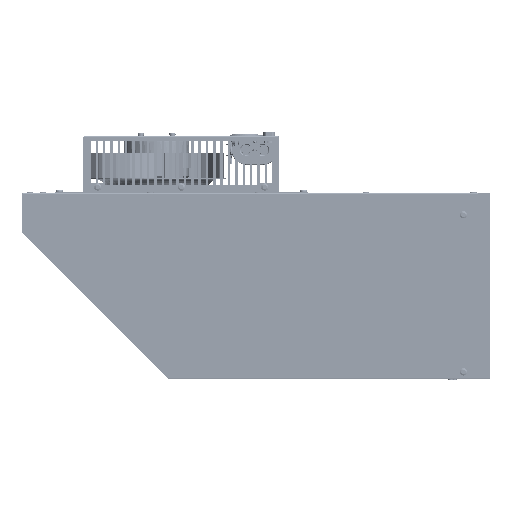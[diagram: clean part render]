
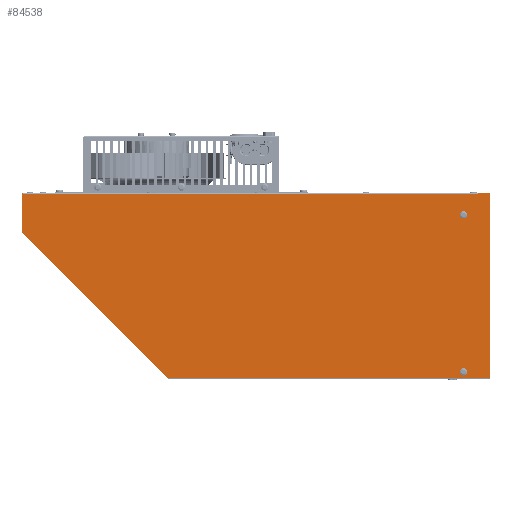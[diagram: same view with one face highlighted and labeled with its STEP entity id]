
A CAD part, left-side view. The second image highlights one B-rep face of the part: STEP entity #84538.
In plain terms, the highlighted face is planar.
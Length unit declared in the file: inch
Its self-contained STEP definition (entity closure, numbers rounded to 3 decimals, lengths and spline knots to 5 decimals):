
#508 = FACE_OUTER_BOUND ( 'NONE', #20983, .T. ) ;
#552 = AXIS2_PLACEMENT_3D ( 'NONE', #84748, #87749, #40223 ) ;
#1208 = LINE ( 'NONE', #100985, #51241 ) ;
#2137 = VECTOR ( 'NONE', #17902, 39.37008 ) ;
#2940 = CARTESIAN_POINT ( 'NONE',  ( 11.92, 23.853, -9.5 ) ) ;
#3057 = ORIENTED_EDGE ( 'NONE', *, *, #65687, .T. ) ;
#3062 = LINE ( 'NONE', #34269, #8574 ) ;
#5092 = CARTESIAN_POINT ( 'NONE',  ( 11.92, 1.355, -0.4775 ) ) ;
#7122 = EDGE_CURVE ( 'NONE', #52404, #8478, #41070, .T. ) ;
#7679 = CARTESIAN_POINT ( 'NONE',  ( 11.92, 1.355, -0.376 ) ) ;
#8025 = EDGE_CURVE ( 'NONE', #34417, #39648, #46648, .T. ) ;
#8151 = EDGE_CURVE ( 'NONE', #74709, #52404, #19907, .T. ) ;
#8478 = VERTEX_POINT ( 'NONE', #63610 ) ;
#8574 = VECTOR ( 'NONE', #96657, 39.37008 ) ;
#9381 = DIRECTION ( 'NONE',  ( 0., 0., -1. ) ) ;
#10183 = VERTEX_POINT ( 'NONE', #2940 ) ;
#12087 = CARTESIAN_POINT ( 'NONE',  ( 11.92, 1.355, -8.4 ) ) ;
#13022 = EDGE_CURVE ( 'NONE', #8478, #10183, #1208, .T. ) ;
#14835 = DIRECTION ( 'NONE',  ( 1., 0., 0. ) ) ;
#14889 = LINE ( 'NONE', #30775, #19341 ) ;
#16358 = DIRECTION ( 'NONE',  ( 0., 0., -1. ) ) ;
#16942 = ORIENTED_EDGE ( 'NONE', *, *, #28909, .T. ) ;
#17501 = EDGE_CURVE ( 'NONE', #74709, #87152, #14889, .T. ) ;
#17902 = DIRECTION ( 'NONE',  ( 0., 0., 1. ) ) ;
#18087 = ORIENTED_EDGE ( 'NONE', *, *, #60214, .F. ) ;
#18264 = CARTESIAN_POINT ( 'NONE',  ( 11.92, 23.893, -9.5 ) ) ;
#19341 = VECTOR ( 'NONE', #76320, 39.37008 ) ;
#19907 = LINE ( 'NONE', #87990, #2137 ) ;
#20627 = CIRCLE ( 'NONE', #33737, 0.1015 ) ;
#20983 = EDGE_LOOP ( 'NONE', ( #61385, #41746, #3057, #70808, #50061, #83424, #34242, #36494, #18087 ) ) ;
#22497 = PLANE ( 'NONE',  #93865 ) ;
#23549 = EDGE_CURVE ( 'NONE', #36864, #63596, #67586, .T. ) ;
#24340 = ORIENTED_EDGE ( 'NONE', *, *, #96781, .T. ) ;
#25218 = DIRECTION ( 'NONE',  ( 0., 1., 0. ) ) ;
#25528 = EDGE_CURVE ( 'NONE', #87152, #47178, #75342, .T. ) ;
#28004 = EDGE_LOOP ( 'NONE', ( #16942, #24340 ) ) ;
#28909 = EDGE_CURVE ( 'NONE', #45623, #64575, #20627, .T. ) ;
#30775 = CARTESIAN_POINT ( 'NONE',  ( 11.92, 0., -9.5 ) ) ;
#33737 = AXIS2_PLACEMENT_3D ( 'NONE', #12087, #55249, #16358 ) ;
#34242 = ORIENTED_EDGE ( 'NONE', *, *, #7122, .T. ) ;
#34269 = CARTESIAN_POINT ( 'NONE',  ( 11.92, 0., -0.04 ) ) ;
#34417 = VERTEX_POINT ( 'NONE', #59156 ) ;
#35995 = VERTEX_POINT ( 'NONE', #49998 ) ;
#36494 = ORIENTED_EDGE ( 'NONE', *, *, #13022, .T. ) ;
#36864 = VERTEX_POINT ( 'NONE', #5092 ) ;
#36968 = DIRECTION ( 'NONE',  ( 0., -1., 0. ) ) ;
#37823 = ORIENTED_EDGE ( 'NONE', *, *, #84580, .T. ) ;
#39591 = CARTESIAN_POINT ( 'NONE',  ( 11.92, 0.603, -9.46 ) ) ;
#39648 = VERTEX_POINT ( 'NONE', #18264 ) ;
#40223 = DIRECTION ( 'NONE',  ( 0., 0., -1. ) ) ;
#41070 = LINE ( 'NONE', #39591, #52635 ) ;
#41746 = ORIENTED_EDGE ( 'NONE', *, *, #53229, .T. ) ;
#42603 = LINE ( 'NONE', #82974, #101201 ) ;
#43359 = DIRECTION ( 'NONE',  ( -1., 0., 0. ) ) ;
#45577 = DIRECTION ( 'NONE',  ( -1., 0., 0. ) ) ;
#45623 = VERTEX_POINT ( 'NONE', #63673 ) ;
#46648 = LINE ( 'NONE', #89507, #72401 ) ;
#47036 = AXIS2_PLACEMENT_3D ( 'NONE', #99101, #43359, #91411 ) ;
#47178 = VERTEX_POINT ( 'NONE', #90359 ) ;
#47574 = DIRECTION ( 'NONE',  ( 0., 0., -1. ) ) ;
#49998 = CARTESIAN_POINT ( 'NONE',  ( 11.92, 16.437, -0.04 ) ) ;
#50061 = ORIENTED_EDGE ( 'NONE', *, *, #17501, .F. ) ;
#51241 = VECTOR ( 'NONE', #9381, 39.37008 ) ;
#52293 = DIRECTION ( 'NONE',  ( 0., -0.707, 0.707 ) ) ;
#52404 = VERTEX_POINT ( 'NONE', #83495 ) ;
#52635 = VECTOR ( 'NONE', #25218, 39.37008 ) ;
#53229 = EDGE_CURVE ( 'NONE', #34417, #35995, #96857, .T. ) ;
#54622 = AXIS2_PLACEMENT_3D ( 'NONE', #7679, #45577, #47574 ) ;
#55249 = DIRECTION ( 'NONE',  ( -1., 0., 0. ) ) ;
#58321 = DIRECTION ( 'NONE',  ( 0., 0., -1. ) ) ;
#58503 = DIRECTION ( 'NONE',  ( 0., 0., 1. ) ) ;
#58725 = CARTESIAN_POINT ( 'NONE',  ( 11.92, 0.603, -9.5 ) ) ;
#59156 = CARTESIAN_POINT ( 'NONE',  ( 11.92, 23.893, -7.496 ) ) ;
#59714 = VECTOR ( 'NONE', #52293, 39.37008 ) ;
#60214 = EDGE_CURVE ( 'NONE', #39648, #10183, #42603, .T. ) ;
#61385 = ORIENTED_EDGE ( 'NONE', *, *, #8025, .F. ) ;
#61413 = CARTESIAN_POINT ( 'NONE',  ( 11.92, 0., -9.5 ) ) ;
#62906 = DIRECTION ( 'NONE',  ( 0., 0., -1. ) ) ;
#63596 = VERTEX_POINT ( 'NONE', #64696 ) ;
#63610 = CARTESIAN_POINT ( 'NONE',  ( 11.92, 23.853, -9.46 ) ) ;
#63673 = CARTESIAN_POINT ( 'NONE',  ( 11.92, 1.355, -8.2985 ) ) ;
#64575 = VERTEX_POINT ( 'NONE', #91873 ) ;
#64696 = CARTESIAN_POINT ( 'NONE',  ( 11.92, 1.355, -0.2745 ) ) ;
#65687 = EDGE_CURVE ( 'NONE', #35995, #47178, #3062, .T. ) ;
#67586 = CIRCLE ( 'NONE', #552, 0.1015 ) ;
#68074 = ORIENTED_EDGE ( 'NONE', *, *, #23549, .T. ) ;
#69093 = FACE_BOUND ( 'NONE', #28004, .T. ) ;
#69229 = VECTOR ( 'NONE', #58503, 39.37008 ) ;
#70808 = ORIENTED_EDGE ( 'NONE', *, *, #25528, .F. ) ;
#72401 = VECTOR ( 'NONE', #58321, 39.37008 ) ;
#74709 = VERTEX_POINT ( 'NONE', #58725 ) ;
#75342 = LINE ( 'NONE', #98373, #69229 ) ;
#76320 = DIRECTION ( 'NONE',  ( 0., -1., 0. ) ) ;
#82974 = CARTESIAN_POINT ( 'NONE',  ( 11.92, 0., -9.5 ) ) ;
#83424 = ORIENTED_EDGE ( 'NONE', *, *, #8151, .T. ) ;
#83495 = CARTESIAN_POINT ( 'NONE',  ( 11.92, 0.603, -9.46 ) ) ;
#84024 = EDGE_LOOP ( 'NONE', ( #37823, #68074 ) ) ;
#84538 = ADVANCED_FACE ( 'NONE', ( #69093, #100807, #508 ), #22497, .T. ) ;
#84580 = EDGE_CURVE ( 'NONE', #63596, #36864, #90625, .T. ) ;
#84748 = CARTESIAN_POINT ( 'NONE',  ( 11.92, 1.355, -0.376 ) ) ;
#87152 = VERTEX_POINT ( 'NONE', #61413 ) ;
#87749 = DIRECTION ( 'NONE',  ( -1., 0., 0. ) ) ;
#87990 = CARTESIAN_POINT ( 'NONE',  ( 11.92, 0.603, 0. ) ) ;
#89507 = CARTESIAN_POINT ( 'NONE',  ( 11.92, 23.893, -9.5 ) ) ;
#90359 = CARTESIAN_POINT ( 'NONE',  ( 11.92, 0., -0.04 ) ) ;
#90625 = CIRCLE ( 'NONE', #54622, 0.1015 ) ;
#91411 = DIRECTION ( 'NONE',  ( 0., 0., -1. ) ) ;
#91873 = CARTESIAN_POINT ( 'NONE',  ( 11.92, 1.355, -8.5015 ) ) ;
#92090 = CARTESIAN_POINT ( 'NONE',  ( 11.92, 0., 0. ) ) ;
#93865 = AXIS2_PLACEMENT_3D ( 'NONE', #92090, #14835, #62906 ) ;
#96657 = DIRECTION ( 'NONE',  ( 0., -1., 0. ) ) ;
#96781 = EDGE_CURVE ( 'NONE', #64575, #45623, #100927, .T. ) ;
#96857 = LINE ( 'NONE', #97375, #59714 ) ;
#97375 = CARTESIAN_POINT ( 'NONE',  ( 11.92, 8.1985, 8.1985 ) ) ;
#98373 = CARTESIAN_POINT ( 'NONE',  ( 11.92, 0., -0.032 ) ) ;
#99101 = CARTESIAN_POINT ( 'NONE',  ( 11.92, 1.355, -8.4 ) ) ;
#100807 = FACE_BOUND ( 'NONE', #84024, .T. ) ;
#100927 = CIRCLE ( 'NONE', #47036, 0.1015 ) ;
#100985 = CARTESIAN_POINT ( 'NONE',  ( 11.92, 23.853, 0. ) ) ;
#101201 = VECTOR ( 'NONE', #36968, 39.37008 ) ;
